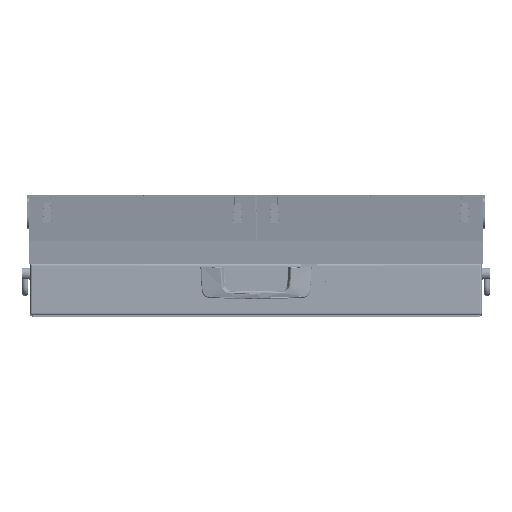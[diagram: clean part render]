
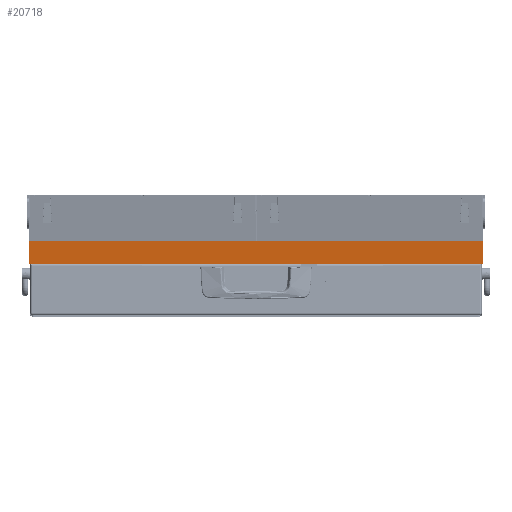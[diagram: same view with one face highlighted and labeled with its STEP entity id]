
A CAD part, top view. The second image highlights one B-rep face of the part: STEP entity #20718.
In plain terms, the highlighted face is planar.
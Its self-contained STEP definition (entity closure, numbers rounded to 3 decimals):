
#145 = VECTOR ( 'NONE', #78075, 1000. ) ;
#552 = ORIENTED_EDGE ( 'NONE', *, *, #36017, .F. ) ;
#823 = EDGE_CURVE ( 'NONE', #80532, #44826, #82079, .T. ) ;
#4362 = LINE ( 'NONE', #44991, #44073 ) ;
#4759 = EDGE_CURVE ( 'NONE', #75116, #58948, #66234, .T. ) ;
#6060 = VECTOR ( 'NONE', #28911, 1000. ) ;
#9406 = EDGE_LOOP ( 'NONE', ( #87371, #71634, #33165, #80583, #11491, #30541, #45950, #54570, #28349, #552, #36190, #76843 ) ) ;
#10372 = CARTESIAN_POINT ( 'NONE',  ( -327.5, 33., 273. ) ) ;
#10890 = DIRECTION ( 'NONE',  ( 0., 1., 0. ) ) ;
#11491 = ORIENTED_EDGE ( 'NONE', *, *, #50417, .F. ) ;
#11758 = EDGE_CURVE ( 'NONE', #23439, #62692, #14037, .T. ) ;
#12259 = CARTESIAN_POINT ( 'NONE',  ( 327.5, 0., 273. ) ) ;
#12453 = LINE ( 'NONE', #84224, #33631 ) ;
#12847 = CARTESIAN_POINT ( 'NONE',  ( 65.2, 0., 273. ) ) ;
#14037 = LINE ( 'NONE', #57386, #49751 ) ;
#14512 = EDGE_CURVE ( 'NONE', #63434, #58217, #4362, .T. ) ;
#16818 = CARTESIAN_POINT ( 'NONE',  ( -327.5, 33., 273. ) ) ;
#19453 = LINE ( 'NONE', #27378, #45778 ) ;
#20718 = ADVANCED_FACE ( 'NONE', ( #62865 ), #70332, .F. ) ;
#20922 = DIRECTION ( 'NONE',  ( -1., 0., 0. ) ) ;
#23022 = EDGE_CURVE ( 'NONE', #62692, #91253, #27589, .T. ) ;
#23289 = CARTESIAN_POINT ( 'NONE',  ( 87.8, 0., 273. ) ) ;
#23439 = VERTEX_POINT ( 'NONE', #25159 ) ;
#25058 = CARTESIAN_POINT ( 'NONE',  ( 65.2, 0., 273. ) ) ;
#25159 = CARTESIAN_POINT ( 'NONE',  ( 88., 0., 273. ) ) ;
#25309 = EDGE_CURVE ( 'NONE', #58948, #44826, #36230, .T. ) ;
#25762 = CARTESIAN_POINT ( 'NONE',  ( -327.5, 0., 273. ) ) ;
#26213 = DIRECTION ( 'NONE',  ( 1., 0., 0. ) ) ;
#27378 = CARTESIAN_POINT ( 'NONE',  ( 87.8, 0., 273. ) ) ;
#27589 = LINE ( 'NONE', #34122, #31751 ) ;
#28349 = ORIENTED_EDGE ( 'NONE', *, *, #32428, .T. ) ;
#28911 = DIRECTION ( 'NONE',  ( 0., -1., 0. ) ) ;
#29266 = EDGE_CURVE ( 'NONE', #58217, #80532, #12453, .T. ) ;
#30541 = ORIENTED_EDGE ( 'NONE', *, *, #33372, .T. ) ;
#31127 = VERTEX_POINT ( 'NONE', #76180 ) ;
#31751 = VECTOR ( 'NONE', #42060, 1000. ) ;
#32428 = EDGE_CURVE ( 'NONE', #23439, #83194, #88859, .T. ) ;
#32450 = CARTESIAN_POINT ( 'NONE',  ( -327.5, 0., 273. ) ) ;
#33165 = ORIENTED_EDGE ( 'NONE', *, *, #29266, .F. ) ;
#33372 = EDGE_CURVE ( 'NONE', #46664, #91253, #19453, .T. ) ;
#33470 = CARTESIAN_POINT ( 'NONE',  ( -327.5, 33., 273. ) ) ;
#33541 = VECTOR ( 'NONE', #26213, 1000. ) ;
#33631 = VECTOR ( 'NONE', #84700, 1000. ) ;
#33827 = LINE ( 'NONE', #12847, #145 ) ;
#34122 = CARTESIAN_POINT ( 'NONE',  ( 65., 3., 273. ) ) ;
#34901 = CARTESIAN_POINT ( 'NONE',  ( -327.5, 33., 273. ) ) ;
#36017 = EDGE_CURVE ( 'NONE', #31127, #83194, #85321, .T. ) ;
#36190 = ORIENTED_EDGE ( 'NONE', *, *, #87154, .F. ) ;
#36230 = LINE ( 'NONE', #57681, #61928 ) ;
#36367 = CARTESIAN_POINT ( 'NONE',  ( 327.5, 33., 273. ) ) ;
#37414 = CARTESIAN_POINT ( 'NONE',  ( 65., 0., 273. ) ) ;
#40282 = VECTOR ( 'NONE', #63591, 1000. ) ;
#42060 = DIRECTION ( 'NONE',  ( -1., 0., 0. ) ) ;
#44009 = CARTESIAN_POINT ( 'NONE',  ( 87.8, 3., 273. ) ) ;
#44073 = VECTOR ( 'NONE', #10890, 1000. ) ;
#44826 = VERTEX_POINT ( 'NONE', #89532 ) ;
#44991 = CARTESIAN_POINT ( 'NONE',  ( 65.2, 0., 273. ) ) ;
#45778 = VECTOR ( 'NONE', #69333, 1000. ) ;
#45950 = ORIENTED_EDGE ( 'NONE', *, *, #23022, .F. ) ;
#46664 = VERTEX_POINT ( 'NONE', #23289 ) ;
#48471 = AXIS2_PLACEMENT_3D ( 'NONE', #34901, #63323, #20922 ) ;
#48647 = VECTOR ( 'NONE', #60866, 1000. ) ;
#49751 = VECTOR ( 'NONE', #90967, 1000. ) ;
#50417 = EDGE_CURVE ( 'NONE', #46664, #63434, #33827, .T. ) ;
#54570 = ORIENTED_EDGE ( 'NONE', *, *, #11758, .F. ) ;
#57386 = CARTESIAN_POINT ( 'NONE',  ( 88., 0., 273. ) ) ;
#57681 = CARTESIAN_POINT ( 'NONE',  ( -327.5, 0., 273. ) ) ;
#58217 = VERTEX_POINT ( 'NONE', #88433 ) ;
#58948 = VERTEX_POINT ( 'NONE', #25762 ) ;
#60547 = VECTOR ( 'NONE', #60657, 1000. ) ;
#60657 = DIRECTION ( 'NONE',  ( 0., -1., 0. ) ) ;
#60866 = DIRECTION ( 'NONE',  ( 1., 0., 0. ) ) ;
#61928 = VECTOR ( 'NONE', #64643, 1000. ) ;
#62692 = VERTEX_POINT ( 'NONE', #85402 ) ;
#62865 = FACE_OUTER_BOUND ( 'NONE', #9406, .T. ) ;
#63323 = DIRECTION ( 'NONE',  ( 0., 0., -1. ) ) ;
#63434 = VERTEX_POINT ( 'NONE', #25058 ) ;
#63591 = DIRECTION ( 'NONE',  ( 0., -1., 0. ) ) ;
#64643 = DIRECTION ( 'NONE',  ( 1., 0., 0. ) ) ;
#66234 = LINE ( 'NONE', #16818, #40282 ) ;
#69333 = DIRECTION ( 'NONE',  ( 0., 1., 0. ) ) ;
#70332 = PLANE ( 'NONE',  #48471 ) ;
#71219 = CARTESIAN_POINT ( 'NONE',  ( 65., 3., 273. ) ) ;
#71634 = ORIENTED_EDGE ( 'NONE', *, *, #823, .F. ) ;
#75116 = VERTEX_POINT ( 'NONE', #33470 ) ;
#76180 = CARTESIAN_POINT ( 'NONE',  ( 327.5, 33., 273. ) ) ;
#76843 = ORIENTED_EDGE ( 'NONE', *, *, #4759, .T. ) ;
#78075 = DIRECTION ( 'NONE',  ( -1., 0., 0. ) ) ;
#80532 = VERTEX_POINT ( 'NONE', #71219 ) ;
#80583 = ORIENTED_EDGE ( 'NONE', *, *, #14512, .F. ) ;
#81685 = LINE ( 'NONE', #10372, #33541 ) ;
#82079 = LINE ( 'NONE', #37414, #60547 ) ;
#83194 = VERTEX_POINT ( 'NONE', #12259 ) ;
#84224 = CARTESIAN_POINT ( 'NONE',  ( 65., 3., 273. ) ) ;
#84700 = DIRECTION ( 'NONE',  ( -1., 0., 0. ) ) ;
#85321 = LINE ( 'NONE', #36367, #6060 ) ;
#85402 = CARTESIAN_POINT ( 'NONE',  ( 88., 3., 273. ) ) ;
#87154 = EDGE_CURVE ( 'NONE', #75116, #31127, #81685, .T. ) ;
#87371 = ORIENTED_EDGE ( 'NONE', *, *, #25309, .T. ) ;
#88433 = CARTESIAN_POINT ( 'NONE',  ( 65.2, 3., 273. ) ) ;
#88859 = LINE ( 'NONE', #32450, #48647 ) ;
#89532 = CARTESIAN_POINT ( 'NONE',  ( 65., 0., 273. ) ) ;
#90967 = DIRECTION ( 'NONE',  ( 0., 1., 0. ) ) ;
#91253 = VERTEX_POINT ( 'NONE', #44009 ) ;
